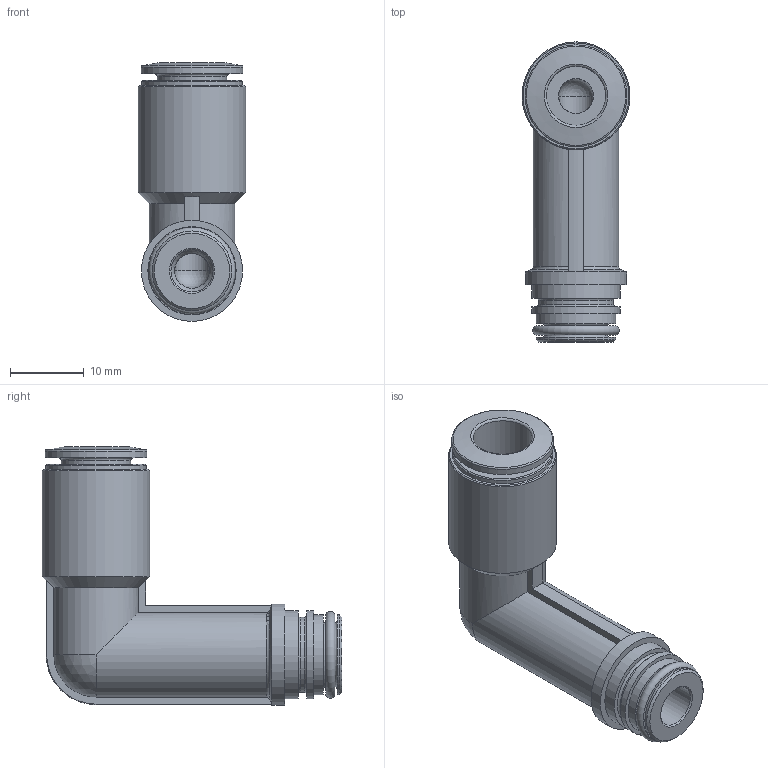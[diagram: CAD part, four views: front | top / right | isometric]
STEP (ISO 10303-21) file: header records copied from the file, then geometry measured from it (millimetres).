
FILE_DESCRIPTION(/* description */ ('STEP AP214'),/* implementation_level */ '2;1');
FILE_NAME(/* name */ '132943_QSPLLKG14-8',/* time_stamp */ '2024-09-14T15:15:44+02:00',/* author */ ('License CC BY-ND 4.0'),/* organization */ ('CADENAS'),/* preprocessor_version */ 'ST-DEVELOPER v19.3',/* originating_system */ 'PARTsolutions',/* authorisation */ ' ');
FILE_SCHEMA (('AUTOMOTIVE_DESIGN {1 0 10303 214 3 1 1}'));
Length unit declared in the file: millimetre
Products named in the file (1): 132943 QSPLLKG14-8
Bounding box: 14.6 x 40.6 x 35.05 mm (x, y, z)
Volume: 5839.2 mm3; surface area: 4258.1 mm2
Topology: 1 solids, 1 shells, 65 faces, 137 edges, 84 vertices
Faces by surface type: cylinder 24, plane 17, torus 12, cone 8, sphere 4
Full cylindrical faces by diameter (mm): 4.7 x2, 5.7 x1, 8 x1, 8.6 x2, 9.4 x1, 10.15 x1, 10.8 x2, 11.95 x2, 13.6 x1, 13.7 x1, 13.8 x1, 14.6 x1
Entity records: 2040 total; most frequent: DIRECTION 290, CARTESIAN_POINT 282, ORIENTED_EDGE 198, AXIS2_PLACEMENT_3D 137, EDGE_LOOP 112, FACE_BOUND 112, EDGE_CURVE 99, VERTEX_POINT 81
